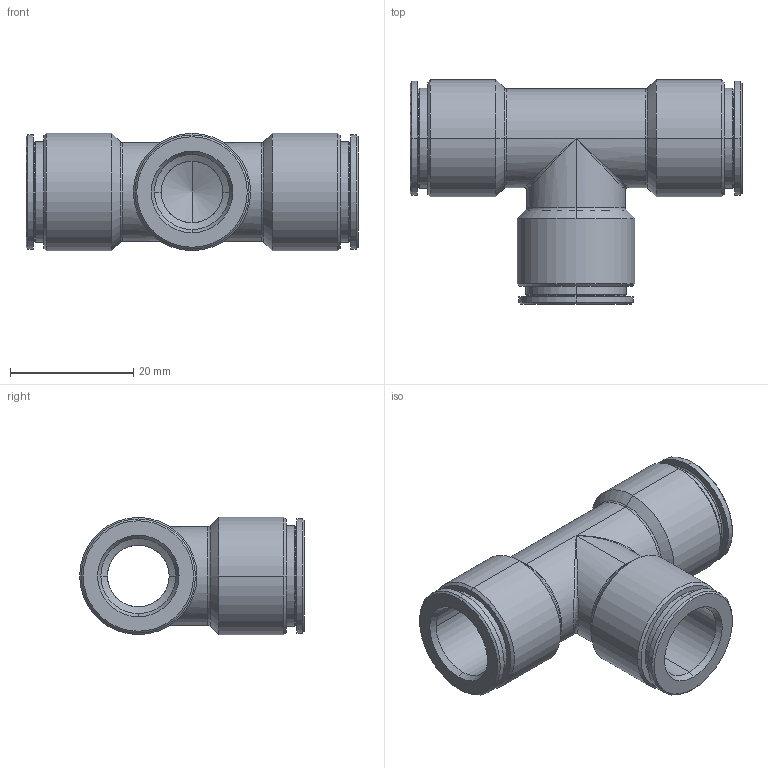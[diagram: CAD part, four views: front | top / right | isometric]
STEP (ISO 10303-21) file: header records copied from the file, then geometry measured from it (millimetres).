
FILE_DESCRIPTION (( 'STEP AP203' ), '1' );
FILE_NAME ('X0190060.STEP', '2010-10-28T10:00:38', ( '' ), ( 'sopra-pneumatic' ), 'SwSTEP 2.0', 'SolidWorks 2009', '' );
FILE_SCHEMA (( 'CONFIG_CONTROL_DESIGN' ));
Length unit declared in the file: millimetre
Products named in the file (1): X0190060
Bounding box: 53.81 x 36.4 x 19 mm (x, y, z)
Volume: 9643.2 mm3; surface area: 7640.8 mm2
Topology: 1 solids, 1 shells, 98 faces, 214 edges, 117 vertices
Faces by surface type: cylinder 37, cone 32, torus 18, plane 9, bspline 2
Entity records: 3385 total; most frequent: CARTESIAN_POINT 1132, DIRECTION 524, ORIENTED_EDGE 416, AXIS2_PLACEMENT_3D 227, EDGE_CURVE 208, CIRCLE 130, VERTEX_POINT 117, EDGE_LOOP 107
